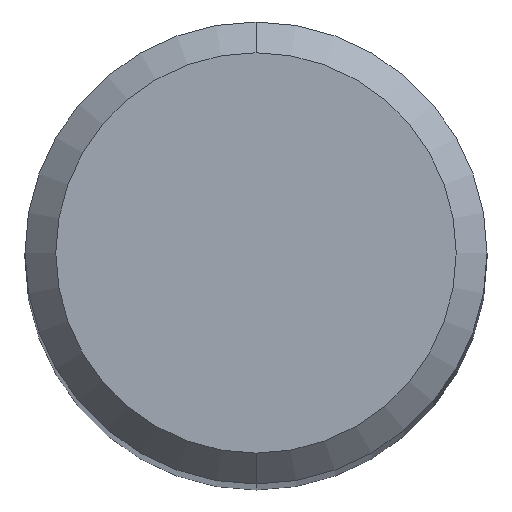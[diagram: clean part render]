
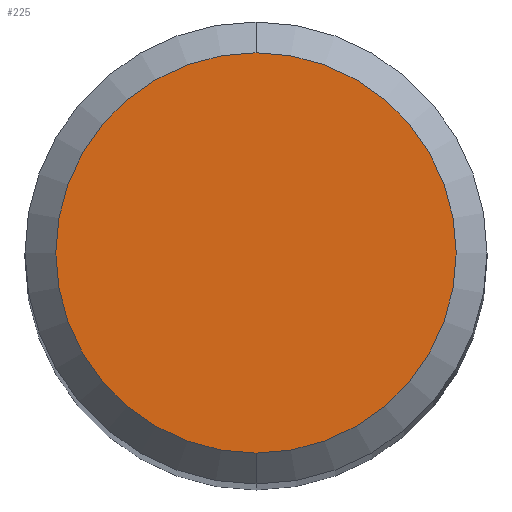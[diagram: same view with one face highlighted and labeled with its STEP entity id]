
A CAD part, top view. The second image highlights one B-rep face of the part: STEP entity #225.
In plain terms, the highlighted planar face has unit normal (0, 0, 1).
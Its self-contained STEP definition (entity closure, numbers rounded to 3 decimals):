
#127=EDGE_CURVE('',#157,#209,#286,.T.);
#157=VERTEX_POINT('',#319);
#209=VERTEX_POINT('',#376);
#211=EDGE_CURVE('',#209,#157,#378,.T.);
#225=ADVANCED_FACE('',(#392),#393,.T.);
#286=CIRCLE('',#450,2.6);
#319=CARTESIAN_POINT('',(0.,-2.6,0.0));
#376=CARTESIAN_POINT('',(0.0,2.6,0.0));
#378=CIRCLE('',#573,2.6);
#392=FACE_OUTER_BOUND('',#594,.T.);
#393=PLANE('',#595);
#450=AXIS2_PLACEMENT_3D('',#673,#674,#675);
#573=AXIS2_PLACEMENT_3D('',#769,#770,#771);
#594=EDGE_LOOP('',(#784,#785));
#595=AXIS2_PLACEMENT_3D('',#786,#787,#788);
#673=CARTESIAN_POINT('',(0.0,0.0,0.0));
#674=DIRECTION('',(0.0,0.0,-1.0));
#675=DIRECTION('',(0.0,1.0,0.0));
#769=CARTESIAN_POINT('',(0.0,0.0,0.0));
#770=DIRECTION('',(0.0,0.0,-1.0));
#771=DIRECTION('',(0.0,1.0,0.0));
#784=ORIENTED_EDGE('',*,*,#211,.F.);
#785=ORIENTED_EDGE('',*,*,#127,.F.);
#786=CARTESIAN_POINT('',(0.0,1.3,0.0));
#787=DIRECTION('',(-0.0,0.0,1.0));
#788=DIRECTION('',(0.0,-1.0,0.0));
